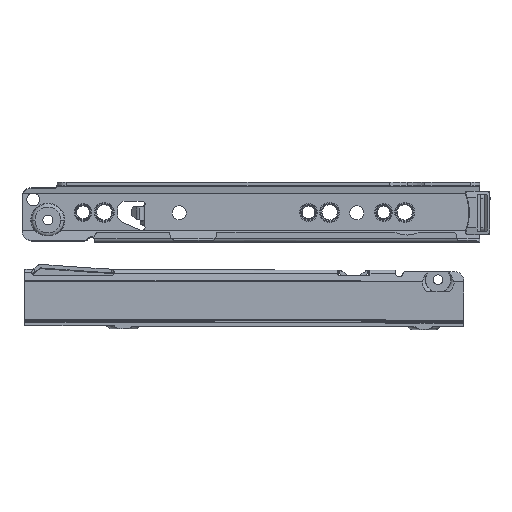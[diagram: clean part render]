
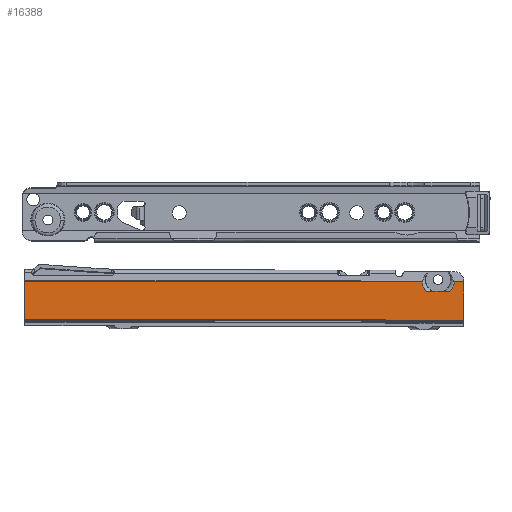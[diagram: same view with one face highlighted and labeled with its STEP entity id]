
A CAD part, top view. The second image highlights one B-rep face of the part: STEP entity #16388.
In plain terms, the highlighted planar face has unit normal (0, 0, 1).
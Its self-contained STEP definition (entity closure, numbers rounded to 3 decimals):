
#543 = EDGE_CURVE ( 'NONE', #7469, #13839, #4650, .T. ) ;
#1433 = DIRECTION ( 'NONE',  ( 0., 1., 0. ) ) ;
#1479 = DIRECTION ( 'NONE',  ( -1., 0., 0. ) ) ;
#1613 = CARTESIAN_POINT ( 'NONE',  ( 187., 30.399, 0.171 ) ) ;
#1920 = DIRECTION ( 'NONE',  ( 0., 1., 0. ) ) ;
#2020 = ORIENTED_EDGE ( 'NONE', *, *, #2297, .T. ) ;
#2297 = EDGE_CURVE ( 'NONE', #19830, #9371, #2808, .T. ) ;
#2322 = DIRECTION ( 'NONE',  ( 0., 1., 0. ) ) ;
#2808 = LINE ( 'NONE', #16466, #7041 ) ;
#2876 = ORIENTED_EDGE ( 'NONE', *, *, #543, .F. ) ;
#3401 = CARTESIAN_POINT ( 'NONE',  ( 0., 1.3, 0.171 ) ) ;
#3459 = DIRECTION ( 'NONE',  ( 0., 0., 1. ) ) ;
#3776 = VERTEX_POINT ( 'NONE', #14429 ) ;
#4464 = VERTEX_POINT ( 'NONE', #18654 ) ;
#4517 = LINE ( 'NONE', #15502, #11999 ) ;
#4650 = CIRCLE ( 'NONE', #12867, 6.983 ) ;
#4998 = LINE ( 'NONE', #1613, #17387 ) ;
#5132 = DIRECTION ( 'NONE',  ( 0., 1., 0. ) ) ;
#5456 = EDGE_CURVE ( 'NONE', #3776, #13839, #4517, .T. ) ;
#5949 = EDGE_LOOP ( 'NONE', ( #2876, #14435, #8805, #17215, #2020, #7700, #8959, #7422 ) ) ;
#6483 = LINE ( 'NONE', #3401, #16661 ) ;
#6639 = CARTESIAN_POINT ( 'NONE',  ( 171.125, 13.5, 0.171 ) ) ;
#6993 = AXIS2_PLACEMENT_3D ( 'NONE', #11183, #9545, #1433 ) ;
#7041 = VECTOR ( 'NONE', #11945, 1000. ) ;
#7422 = ORIENTED_EDGE ( 'NONE', *, *, #5456, .T. ) ;
#7469 = VERTEX_POINT ( 'NONE', #19856 ) ;
#7569 = LINE ( 'NONE', #18421, #12580 ) ;
#7673 = EDGE_CURVE ( 'NONE', #4464, #14041, #12119, .T. ) ;
#7700 = ORIENTED_EDGE ( 'NONE', *, *, #11873, .T. ) ;
#7927 = DIRECTION ( 'NONE',  ( 1., 0., 0. ) ) ;
#8109 = EDGE_CURVE ( 'NONE', #19707, #3776, #4998, .T. ) ;
#8178 = EDGE_CURVE ( 'NONE', #4464, #19830, #18491, .T. ) ;
#8534 = AXIS2_PLACEMENT_3D ( 'NONE', #10020, #3459, #2322 ) ;
#8805 = ORIENTED_EDGE ( 'NONE', *, *, #7673, .F. ) ;
#8959 = ORIENTED_EDGE ( 'NONE', *, *, #8109, .T. ) ;
#9371 = VERTEX_POINT ( 'NONE', #17046 ) ;
#9545 = DIRECTION ( 'NONE',  ( 0., 0., -1. ) ) ;
#10020 = CARTESIAN_POINT ( 'NONE',  ( 176., 18.5, 0.171 ) ) ;
#10421 = CARTESIAN_POINT ( 'NONE',  ( 182.922, 17.574, 0.171 ) ) ;
#10671 = DIRECTION ( 'NONE',  ( -1., 0., 0. ) ) ;
#11080 = FACE_OUTER_BOUND ( 'NONE', #5949, .T. ) ;
#11183 = CARTESIAN_POINT ( 'NONE',  ( 0., -12.601, 0.171 ) ) ;
#11873 = EDGE_CURVE ( 'NONE', #9371, #19707, #6483, .T. ) ;
#11945 = DIRECTION ( 'NONE',  ( 0., -1., 0. ) ) ;
#11999 = VECTOR ( 'NONE', #10671, 1000. ) ;
#12119 = CIRCLE ( 'NONE', #8534, 6.983 ) ;
#12580 = VECTOR ( 'NONE', #16601, 1000. ) ;
#12636 = CARTESIAN_POINT ( 'NONE',  ( 176., 18.5, 0.171 ) ) ;
#12867 = AXIS2_PLACEMENT_3D ( 'NONE', #12636, #18882, #5132 ) ;
#12937 = CARTESIAN_POINT ( 'NONE',  ( 187., 1.3, 0.171 ) ) ;
#13141 = CARTESIAN_POINT ( 'NONE',  ( 0., 17.574, 0.171 ) ) ;
#13839 = VERTEX_POINT ( 'NONE', #10421 ) ;
#14041 = VERTEX_POINT ( 'NONE', #6639 ) ;
#14429 = CARTESIAN_POINT ( 'NONE',  ( 187., 17.574, 0.171 ) ) ;
#14435 = ORIENTED_EDGE ( 'NONE', *, *, #17466, .T. ) ;
#15502 = CARTESIAN_POINT ( 'NONE',  ( 0., 17.574, 0.171 ) ) ;
#16388 = ADVANCED_FACE ( 'NONE', ( #11080 ), #18763, .F. ) ;
#16466 = CARTESIAN_POINT ( 'NONE',  ( 0., -12.601, 0.171 ) ) ;
#16601 = DIRECTION ( 'NONE',  ( -1., 0., 0. ) ) ;
#16661 = VECTOR ( 'NONE', #7927, 1000. ) ;
#17046 = CARTESIAN_POINT ( 'NONE',  ( 0., 1.3, 0.171 ) ) ;
#17215 = ORIENTED_EDGE ( 'NONE', *, *, #8178, .T. ) ;
#17387 = VECTOR ( 'NONE', #1920, 1000. ) ;
#17466 = EDGE_CURVE ( 'NONE', #7469, #14041, #7569, .T. ) ;
#18021 = VECTOR ( 'NONE', #1479, 1000. ) ;
#18421 = CARTESIAN_POINT ( 'NONE',  ( 180.875, 13.5, 0.171 ) ) ;
#18491 = LINE ( 'NONE', #18596, #18021 ) ;
#18596 = CARTESIAN_POINT ( 'NONE',  ( 0., 17.574, 0.171 ) ) ;
#18654 = CARTESIAN_POINT ( 'NONE',  ( 169.078, 17.574, 0.171 ) ) ;
#18763 = PLANE ( 'NONE',  #6993 ) ;
#18882 = DIRECTION ( 'NONE',  ( 0., 0., 1. ) ) ;
#19707 = VERTEX_POINT ( 'NONE', #12937 ) ;
#19830 = VERTEX_POINT ( 'NONE', #13141 ) ;
#19856 = CARTESIAN_POINT ( 'NONE',  ( 180.875, 13.5, 0.171 ) ) ;
